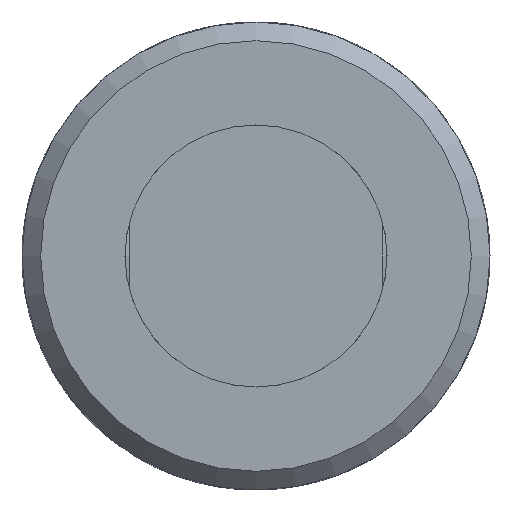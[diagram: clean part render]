
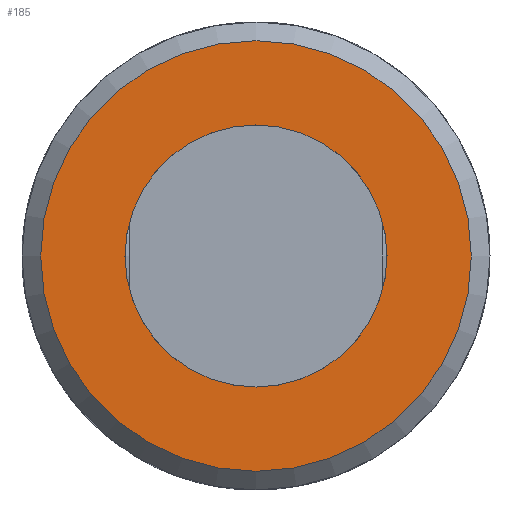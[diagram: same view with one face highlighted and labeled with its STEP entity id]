
A CAD part, left-side view. The second image highlights one B-rep face of the part: STEP entity #185.
In plain terms, the highlighted planar face has unit normal (-1, 0, 0).
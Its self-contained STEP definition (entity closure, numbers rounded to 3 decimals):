
#185 = ADVANCED_FACE( '', ( #400, #401 ), #402, .T. );
#400 = FACE_BOUND( '', #688, .T. );
#401 = FACE_OUTER_BOUND( '', #689, .T. );
#402 = PLANE( '', #690 );
#688 = EDGE_LOOP( '', ( #1014 ) );
#689 = EDGE_LOOP( '', ( #1015 ) );
#690 = AXIS2_PLACEMENT_3D( '', #1016, #1017, #1018 );
#1014 = ORIENTED_EDGE( '', *, *, #1539, .T. );
#1015 = ORIENTED_EDGE( '', *, *, #1550, .F. );
#1016 = CARTESIAN_POINT( '', ( 0., 11.5, 0. ) );
#1017 = DIRECTION( '', ( -1., 0., 0. ) );
#1018 = DIRECTION( '', ( 0., 0., 1. ) );
#1539 = EDGE_CURVE( '', #1785, #1785, #1786, .T. );
#1550 = EDGE_CURVE( '', #1801, #1801, #1802, .T. );
#1785 = VERTEX_POINT( '', #2498 );
#1786 = CIRCLE( '', #2499, 7. );
#1801 = VERTEX_POINT( '', #2519 );
#1802 = CIRCLE( '', #2520, 11.5 );
#2498 = CARTESIAN_POINT( '', ( 0., 0., -7. ) );
#2499 = AXIS2_PLACEMENT_3D( '', #3227, #3228, #3229 );
#2519 = CARTESIAN_POINT( '', ( 0., 0., -11.5 ) );
#2520 = AXIS2_PLACEMENT_3D( '', #3241, #3242, #3243 );
#3227 = CARTESIAN_POINT( '', ( 0., 0., 0. ) );
#3228 = DIRECTION( '', ( 1., 0., 0. ) );
#3229 = DIRECTION( '', ( 0., 0., -1. ) );
#3241 = CARTESIAN_POINT( '', ( 0., 0., 0. ) );
#3242 = DIRECTION( '', ( 1., 0., 0. ) );
#3243 = DIRECTION( '', ( 0., 0., -1. ) );
